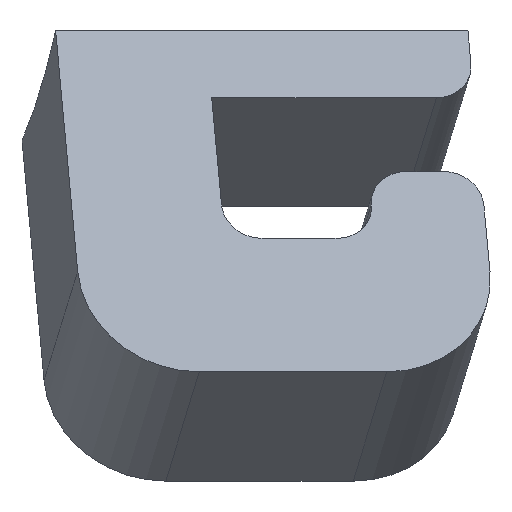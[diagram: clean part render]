
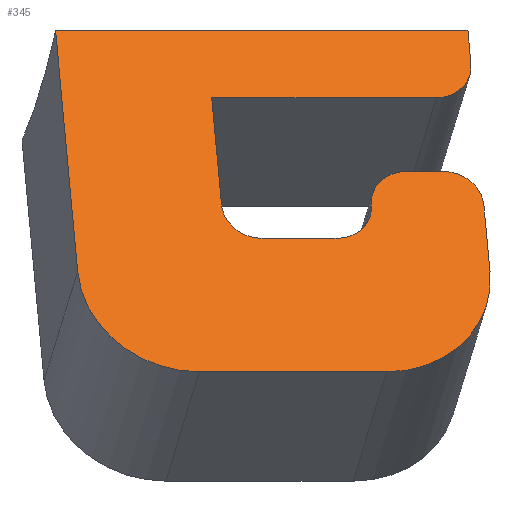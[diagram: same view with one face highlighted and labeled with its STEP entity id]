
A CAD part, left-side view. The second image highlights one B-rep face of the part: STEP entity #345.
In plain terms, the highlighted planar face has unit normal (-0.865, -0.147, 0.479).
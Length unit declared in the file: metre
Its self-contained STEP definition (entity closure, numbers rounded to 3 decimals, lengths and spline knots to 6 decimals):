
#27=PLANE('',#392);
#43=LINE('',#559,#75);
#46=LINE('',#564,#78);
#48=LINE('',#568,#80);
#50=LINE('',#571,#82);
#53=LINE('',#581,#85);
#54=LINE('',#583,#86);
#59=LINE('',#590,#91);
#60=LINE('',#592,#92);
#61=LINE('',#593,#93);
#75=VECTOR('',#454,1.);
#78=VECTOR('',#459,1.);
#80=VECTOR('',#463,1.);
#82=VECTOR('',#467,1.);
#85=VECTOR('',#476,1.);
#86=VECTOR('',#479,1.);
#91=VECTOR('',#488,1.);
#92=VECTOR('',#491,1.);
#93=VECTOR('',#492,1.);
#166=ORIENTED_EDGE('',*,*,#220,.F.);
#167=ORIENTED_EDGE('',*,*,#192,.T.);
#168=ORIENTED_EDGE('',*,*,#236,.T.);
#169=ORIENTED_EDGE('',*,*,#229,.T.);
#170=ORIENTED_EDGE('',*,*,#235,.F.);
#171=ORIENTED_EDGE('',*,*,#213,.T.);
#172=ORIENTED_EDGE('',*,*,#230,.F.);
#173=ORIENTED_EDGE('',*,*,#211,.T.);
#174=ORIENTED_EDGE('',*,*,#237,.T.);
#175=ORIENTED_EDGE('',*,*,#196,.T.);
#176=ORIENTED_EDGE('',*,*,#217,.F.);
#177=ORIENTED_EDGE('',*,*,#208,.T.);
#178=ORIENTED_EDGE('',*,*,#204,.T.);
#179=ORIENTED_EDGE('',*,*,#224,.F.);
#180=ORIENTED_EDGE('',*,*,#200,.T.);
#181=ORIENTED_EDGE('',*,*,#222,.F.);
#192=EDGE_CURVE('',#241,#240,#271,.T.);
#196=EDGE_CURVE('',#245,#244,#273,.T.);
#200=EDGE_CURVE('',#249,#248,#275,.T.);
#204=EDGE_CURVE('',#253,#252,#277,.T.);
#208=EDGE_CURVE('',#255,#253,#279,.T.);
#211=EDGE_CURVE('',#259,#258,#281,.T.);
#213=EDGE_CURVE('',#260,#261,#282,.T.);
#217=EDGE_CURVE('',#255,#244,#43,.T.);
#220=EDGE_CURVE('',#241,#265,#46,.T.);
#222=EDGE_CURVE('',#265,#248,#48,.T.);
#224=EDGE_CURVE('',#249,#252,#50,.T.);
#229=EDGE_CURVE('',#267,#269,#53,.T.);
#230=EDGE_CURVE('',#259,#261,#54,.T.);
#235=EDGE_CURVE('',#260,#269,#59,.T.);
#236=EDGE_CURVE('',#240,#267,#60,.T.);
#237=EDGE_CURVE('',#258,#245,#61,.T.);
#240=VERTEX_POINT('',#503);
#241=VERTEX_POINT('',#505);
#244=VERTEX_POINT('',#512);
#245=VERTEX_POINT('',#514);
#248=VERTEX_POINT('',#521);
#249=VERTEX_POINT('',#523);
#252=VERTEX_POINT('',#530);
#253=VERTEX_POINT('',#532);
#255=VERTEX_POINT('',#537);
#258=VERTEX_POINT('',#545);
#259=VERTEX_POINT('',#547);
#260=VERTEX_POINT('',#551);
#261=VERTEX_POINT('',#552);
#265=VERTEX_POINT('',#565);
#267=VERTEX_POINT('',#576);
#269=VERTEX_POINT('',#580);
#271=CIRCLE('',#363,0.001);
#273=CIRCLE('',#366,0.001);
#275=CIRCLE('',#369,0.001);
#277=CIRCLE('',#372,0.001);
#279=CIRCLE('',#375,0.001);
#281=CIRCLE('',#378,0.003);
#282=CIRCLE('',#380,0.003);
#301=EDGE_LOOP('',(#166,#167,#168,#169,#170,#171,#172,#173,#174,#175,#176,
#177,#178,#179,#180,#181));
#319=FACE_BOUND('',#301,.T.);
#345=ADVANCED_FACE('',(#319),#27,.F.);
#363=AXIS2_PLACEMENT_3D('',#504,#402,#403);
#366=AXIS2_PLACEMENT_3D('',#513,#410,#411);
#369=AXIS2_PLACEMENT_3D('',#522,#418,#419);
#372=AXIS2_PLACEMENT_3D('',#531,#426,#427);
#375=AXIS2_PLACEMENT_3D('',#539,#434,#435);
#378=AXIS2_PLACEMENT_3D('',#546,#441,#442);
#380=AXIS2_PLACEMENT_3D('',#550,#446,#447);
#392=AXIS2_PLACEMENT_3D('',#591,#489,#490);
#402=DIRECTION('',(-0.865,-0.147,0.479));
#403=DIRECTION('',(0.472,0.08,0.878));
#410=DIRECTION('',(-0.865,-0.147,0.479));
#411=DIRECTION('',(0.472,0.08,0.878));
#418=DIRECTION('',(0.865,0.147,-0.479));
#419=DIRECTION('',(0.472,0.08,0.878));
#426=DIRECTION('',(0.865,0.147,-0.479));
#427=DIRECTION('',(0.472,0.08,0.878));
#434=DIRECTION('',(-0.865,-0.147,0.479));
#435=DIRECTION('',(0.472,0.08,0.878));
#441=DIRECTION('',(-0.865,-0.147,0.479));
#442=DIRECTION('',(0.472,0.08,0.878));
#446=DIRECTION('',(-0.865,-0.147,0.479));
#447=DIRECTION('',(0.472,0.08,0.878));
#454=DIRECTION('',(0.168,-0.986,0.));
#459=DIRECTION('',(-0.168,0.986,0.));
#463=DIRECTION('',(-0.472,-0.08,-0.878));
#467=DIRECTION('',(0.168,-0.986,0.));
#476=DIRECTION('',(-0.168,0.986,0.));
#479=DIRECTION('',(-0.168,0.986,0.));
#488=DIRECTION('',(0.472,0.08,0.878));
#489=DIRECTION('',(0.865,0.147,-0.479));
#490=DIRECTION('',(0.472,0.08,0.878));
#491=DIRECTION('',(0.472,0.08,0.878));
#492=DIRECTION('',(0.472,0.08,0.878));
#503=CARTESIAN_POINT('',(0.042983,-0.101837,0.115879));
#504=CARTESIAN_POINT('',(0.042815,-0.100851,0.115879));
#505=CARTESIAN_POINT('',(0.042343,-0.100931,0.115001));
#512=CARTESIAN_POINT('',(0.041296,-0.10111,0.113057));
#513=CARTESIAN_POINT('',(0.040824,-0.10119,0.112179));
#514=CARTESIAN_POINT('',(0.040992,-0.102176,0.112179));
#521=CARTESIAN_POINT('',(0.039816,-0.095275,0.112179));
#522=CARTESIAN_POINT('',(0.039984,-0.096261,0.112179));
#523=CARTESIAN_POINT('',(0.039512,-0.096342,0.111301));
#530=CARTESIAN_POINT('',(0.039848,-0.098313,0.111301));
#531=CARTESIAN_POINT('',(0.04032,-0.098233,0.112179));
#532=CARTESIAN_POINT('',(0.040488,-0.099219,0.112179));
#537=CARTESIAN_POINT('',(0.041128,-0.100124,0.113057));
#539=CARTESIAN_POINT('',(0.040656,-0.100204,0.112179));
#545=CARTESIAN_POINT('',(0.040047,-0.102337,0.110423));
#546=CARTESIAN_POINT('',(0.039543,-0.099379,0.110423));
#547=CARTESIAN_POINT('',(0.038126,-0.099621,0.10779));
#550=CARTESIAN_POINT('',(0.038703,-0.09445,0.110423));
#551=CARTESIAN_POINT('',(0.0382,-0.091493,0.110423));
#552=CARTESIAN_POINT('',(0.037286,-0.094692,0.10779));
#559=CARTESIAN_POINT('',(0.04096,-0.099138,0.113057));
#564=CARTESIAN_POINT('',(0.041335,-0.095017,0.115001));
#565=CARTESIAN_POINT('',(0.041335,-0.095017,0.115001));
#568=CARTESIAN_POINT('',(0.041335,-0.095017,0.115001));
#571=CARTESIAN_POINT('',(0.039344,-0.095356,0.111301));
#576=CARTESIAN_POINT('',(0.043456,-0.101756,0.116756));
#580=CARTESIAN_POINT('',(0.041608,-0.090912,0.116756));
#581=CARTESIAN_POINT('',(0.042448,-0.095841,0.116756));
#583=CARTESIAN_POINT('',(0.03863,-0.102578,0.10779));
#590=CARTESIAN_POINT('',(0.036782,-0.091735,0.10779));
#591=CARTESIAN_POINT('',(0.03863,-0.102578,0.10779));
#592=CARTESIAN_POINT('',(0.03863,-0.102578,0.10779));
#593=CARTESIAN_POINT('',(0.03863,-0.102578,0.10779));
